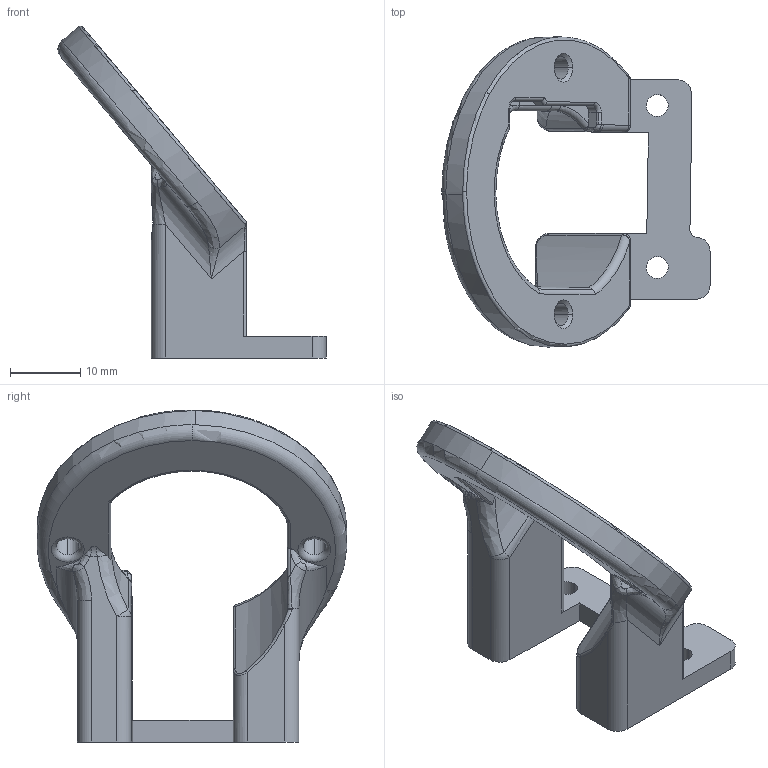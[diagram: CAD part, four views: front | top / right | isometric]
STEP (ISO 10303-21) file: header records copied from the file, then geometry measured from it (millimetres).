
FILE_DESCRIPTION(('HOOPS Exchange Step'),'2;1');
FILE_NAME('Crosses-Trackball-Mount.step','2025-11-23T19:12:01+18:00',('me'),('Unknown organisation'),'HOOPS Exchange 2024.2','HOOPS Exchange','Unknown authorisation');
FILE_SCHEMA( ('AP203_CONFIGURATION_CONTROLLED_3D_DESIGN_OF_MECHANICAL_PARTS_AND_ASSEMBLIES_MIM_LF') );
Length unit declared in the file: millimetre
Products named in the file (3): 0; root
Assembly tree (2 placements, depth 3):
  root
    0
      0
Bounding box: 38.06 x 44 x 47.12 mm (x, y, z)
Volume: 8388.9 mm3; surface area: 4761.9 mm2
Topology: 1 solids, 1 shells, 146 faces, 395 edges, 246 vertices
Faces by surface type: cylinder 56, bspline 38, plane 30, torus 16, cone 4, sphere 2
Entity records: 13613 total; most frequent: CARTESIAN_POINT 10320, ORIENTED_EDGE 784, DIRECTION 494, EDGE_CURVE 392, VERTEX_POINT 246, B_SPLINE_CURVE_WITH_KNOTS 203, AXIS2_PLACEMENT_3D 198, EDGE_LOOP 154
